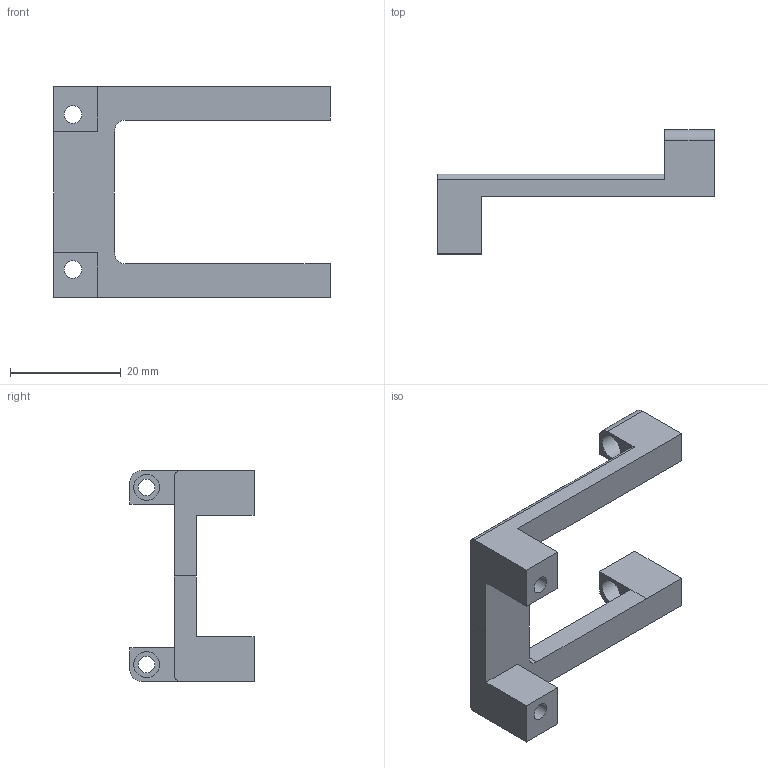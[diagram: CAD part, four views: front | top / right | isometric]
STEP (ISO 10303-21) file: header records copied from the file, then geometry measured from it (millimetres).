
FILE_DESCRIPTION(/* description */ (''),/* implementation_level */ '2;1');
FILE_NAME(/* name */ 'Component3.step',/* time_stamp */ '2025-06-19T09:25:06+09:00',/* author */ (''),/* organization */ (''),/* preprocessor_version */ 'ST-DEVELOPER v20.1',/* originating_system */ 'Autodesk Translation Framework v14.10.0.0',/* authorisation */ '');
FILE_SCHEMA (('AUTOMOTIVE_DESIGN { 1 0 10303 214 3 1 1 }'));
Length unit declared in the file: millimetre
Products named in the file (1): Fusion コンポーネント
Bounding box: 50 x 22.4 x 38 mm (x, y, z)
Volume: 5158.3 mm3; surface area: 4375.3 mm2
Topology: 1 solids, 1 shells, 41 faces, 104 edges, 69 vertices
Faces by surface type: plane 27, cylinder 14
Full cylindrical faces by diameter (mm): 3 x2, 3.2 x2, 4.7 x4
Entity records: 1294 total; most frequent: DIRECTION 216, CARTESIAN_POINT 215, ORIENTED_EDGE 208, EDGE_CURVE 104, LINE 76, VECTOR 76, AXIS2_PLACEMENT_3D 70, VERTEX_POINT 69
